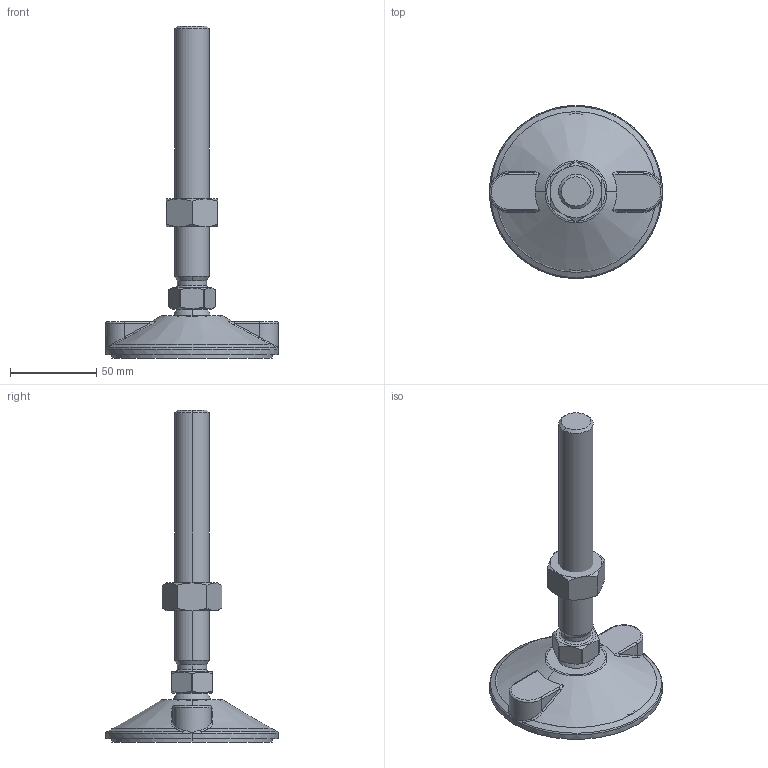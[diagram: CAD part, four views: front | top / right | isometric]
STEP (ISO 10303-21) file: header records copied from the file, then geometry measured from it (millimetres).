
FILE_DESCRIPTION(('Creo Elements/Direct Modeling STEP Export'),'2;1');
FILE_NAME('11.0245.1.oF_Gelenkfuss-MMS-11_100-M20-190mm-KS-schwingungsged..stp','2022-03-18T14:17:06',(''),(''),'PTC Creo Elements/Direct Modeling STEP processor for AP214 (Solid Model)','PTC Creo Elements/Direct Modeling 19.0C 15-Aug-2015 (C) Parametric Technology GmbH','');
FILE_SCHEMA(('AUTOMOTIVE_DESIGN { 1 0 10303 214 1 1 1 1 }'));
Length unit declared in the file: millimetre
Products named in the file (4): Gelenkfuss-MMS-11_100-M20-190mm-KS_11.0245.oF_PX176297; Sechskantmutter-DIN934_M20-8.8-verz_12113_PX176318; Gummischeibe_D93x25x8_19955_PX176316; Gelenkfuss-MMS-11_100-M20-190mm-KS-schwingungsged._11.0245.1.oF_PX17631
9
Assembly tree (3 placements, depth 2):
  Gelenkfuss-MMS-11_100-M20-190mm-KS-schwingungsged._11.0245.1.oF_PX17631
9
    Gummischeibe_D93x25x8_19955_PX176316
    Sechskantmutter-DIN934_M20-8.8-verz_12113_PX176318
    Gelenkfuss-MMS-11_100-M20-190mm-KS_11.0245.oF_PX176297
Bounding box: 100 x 100 x 192 mm (x, y, z)
Volume: 220875.3 mm3; surface area: 51028.2 mm2
Topology: 3 solids, 4 shells, 109 faces, 255 edges, 158 vertices
Faces by surface type: plane 31, cylinder 28, cone 22, bspline 16, torus 8, sphere 4
Entity records: 8089 total; most frequent: CARTESIAN_POINT 5480, ORIENTED_EDGE 506, DIRECTION 354, EDGE_CURVE 253, VERTEX_POINT 158, AXIS2_PLACEMENT_3D 149, EDGE_LOOP 117, FACE_OUTER_BOUND 109
